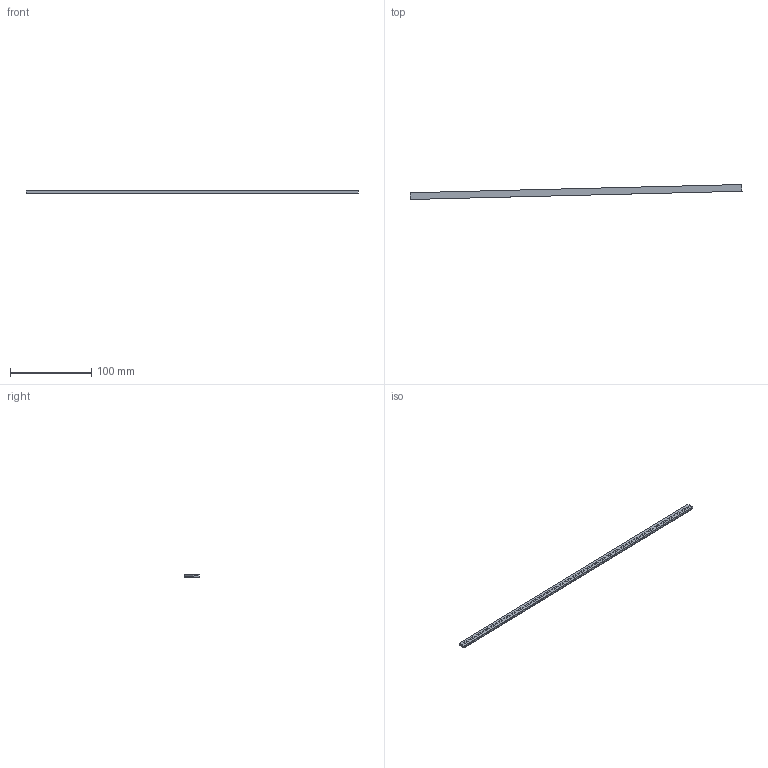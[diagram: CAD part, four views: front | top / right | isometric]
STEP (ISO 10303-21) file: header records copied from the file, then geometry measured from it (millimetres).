
FILE_DESCRIPTION(/* description */ ('Unknown'),/* implementation_level */ '2;1');
FILE_NAME(/* name */ '3851250_maxSized',/* time_stamp */ '2019-12-02T14:03:19+08:00',/* author */ ('Unknown'),/* organization */ ('Unknown'),/* preprocessor_version */ 'ST-DEVELOPER v16.7',/* originating_system */ 'DEX',/* authorisation */ $);
FILE_SCHEMA (('AUTOMOTIVE_DESIGN {1 0 10303 214 3 1 1}'));
Length unit declared in the file: millimetre
Products named in the file (3): 3851250_maxSized; maxSized; 3851250_408,5mm
Assembly tree (2 placements, depth 2):
  3851250_maxSized
    maxSized
    3851250_408,5mm
Bounding box: 409.38 x 18.45 x 2.89 mm (x, y, z)
Volume: 10286.3 mm3; surface area: 20281.5 mm2
Topology: 2 solids, 2 shells, 1222 faces, 3476 edges, 2088 vertices
Faces by surface type: plane 706, cylinder 516
Entity records: 39406 total; most frequent: DIRECTION 6958, ORIENTED_EDGE 6952, CARTESIAN_POINT 6789, EDGE_CURVE 3476, LINE 2444, VECTOR 2444, AXIS2_PLACEMENT_3D 2257, VERTEX_POINT 2088
